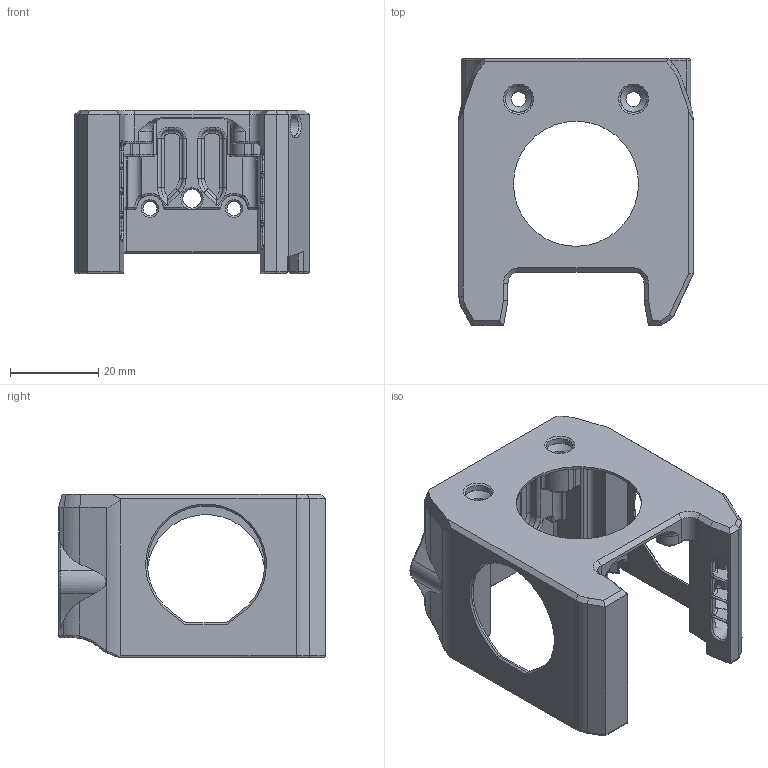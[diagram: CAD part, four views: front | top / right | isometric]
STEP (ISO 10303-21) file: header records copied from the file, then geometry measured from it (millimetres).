
FILE_DESCRIPTION(/* description */ (''),/* implementation_level */ '2;1');
FILE_NAME(/* name */ 'cowling_universal taller.step',/* time_stamp */ '2022-03-05T17:48:04-08:00',/* author */ (''),/* organization */ (''),/* preprocessor_version */ 'ST-DEVELOPER v18.1',/* originating_system */ 'Autodesk Translation Framework v10.13.0.1454',/* authorisation */ '');
FILE_SCHEMA (('AUTOMOTIVE_DESIGN { 1 0 10303 214 3 1 1 }'));
Products named in the file (1): cowling_universal taller
Bounding box: 53 x 60.35 x 37.04 mm (x, y, z)
Volume: 22863.7 mm3; surface area: 20144.1 mm2
Topology: 1 solids, 1 shells, 898 faces, 2275 edges, 1324 vertices
Faces by surface type: cylinder 288, bspline 267, plane 197, torus 107, cone 23, sphere 16
Full cylindrical faces by diameter (mm): 3.2 x2, 3.4 x2, 4.5 x2, 4.7 x1, 6 x2, 7.2 x2
Entity records: 47283 total; most frequent: CARTESIAN_POINT 27376, ORIENTED_EDGE 4456, DIRECTION 3828, EDGE_CURVE 2228, AXIS2_PLACEMENT_3D 1518, VERTEX_POINT 1324, EDGE_LOOP 928, FACE_OUTER_BOUND 898
